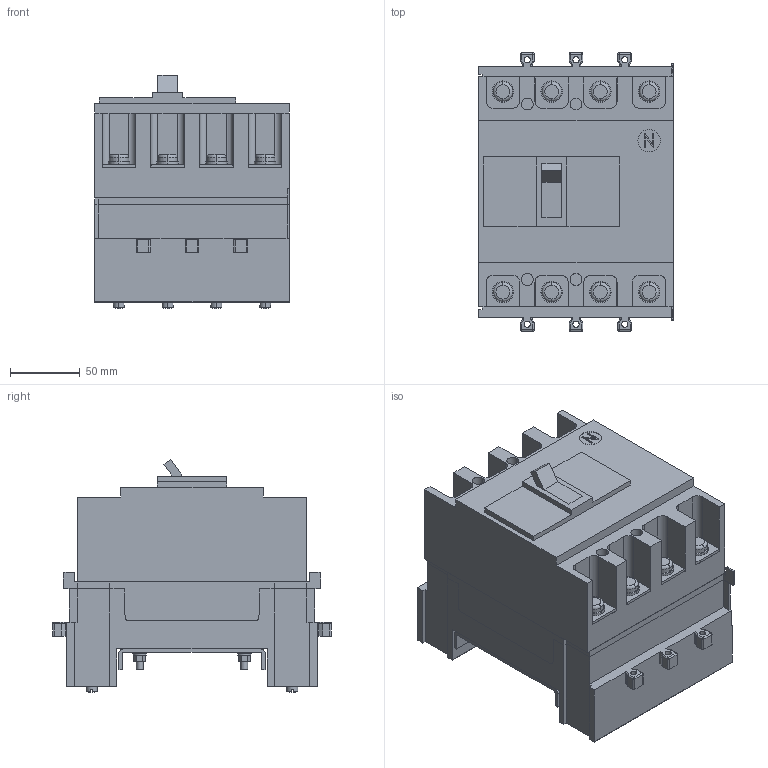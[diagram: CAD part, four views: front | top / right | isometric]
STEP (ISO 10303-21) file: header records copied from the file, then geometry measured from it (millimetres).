
FILE_DESCRIPTION(('CoCreate Modeling STEP Export'),'2;1');
FILE_NAME('Ｓ２２５ＮＦ４Ｍ.stp','2016-03-25T13:09:14',(''),(''),'CoCreate Modeling STEP processor for AP214 (Solid Model)','CoCreate Modeling 17.0 01-Apr-2010 (C) Parametric Technology GmbH','');
FILE_SCHEMA(('AUTOMOTIVE_DESIGN { 1 0 10303 214 1 1 1 1 }'));
Length unit declared in the file: millimetre
Products named in the file (14): P4.1; P3.1; P1; p12.3; P2.1.2; P4; P5; p8.2; p6.1; p7.1; p9.6; P10.3; P11.1; Ｓ２２５ＮＦ４Ｍ
Assembly tree (60 placements, depth 2):
  Ｓ２２５ＮＦ４Ｍ
    p12.3  x8
    P11.1  x8
    P10.3  x8
    p9.6  x8
    p7.1  x4
    p6.1  x4
    p8.2  x4
    P5
    P4
    P3.1  x8
    P2.1.2  x4
    P1
    P4.1
Bounding box: 140 x 200 x 167.48 mm (x, y, z)
Volume: 2641005.5 mm3; surface area: 391263.2 mm2
Topology: 60 solids, 60 shells, 1045 faces, 2507 edges, 1626 vertices
Faces by surface type: plane 519, cylinder 464, sphere 46, torus 16
Entity records: 16602 total; most frequent: ORIENTED_EDGE 2834, CARTESIAN_POINT 2727, DIRECTION 2680, EDGE_CURVE 1417, VECTOR 938, LINE 938, VERTEX_POINT 918, AXIS2_PLACEMENT_3D 871
